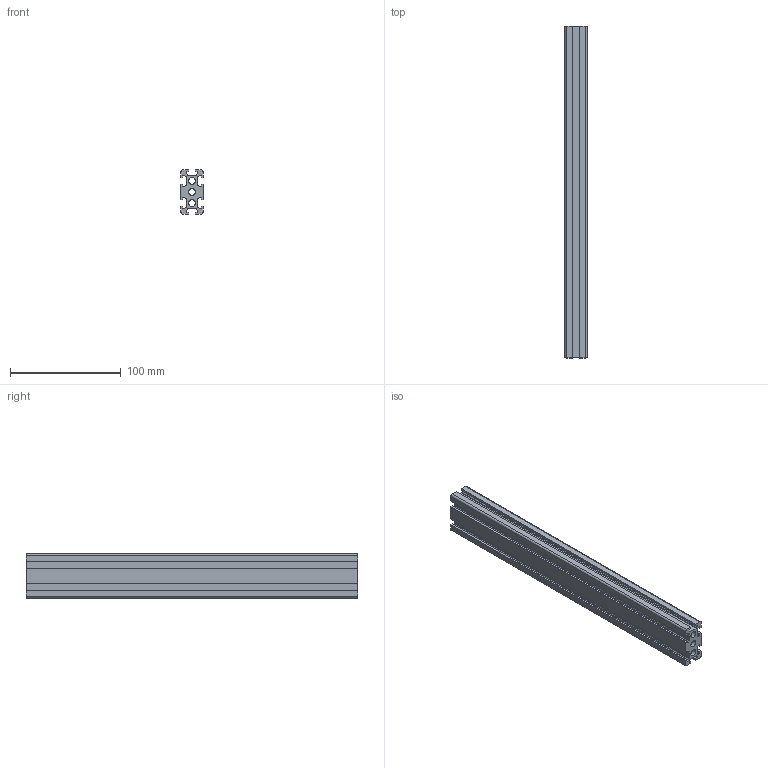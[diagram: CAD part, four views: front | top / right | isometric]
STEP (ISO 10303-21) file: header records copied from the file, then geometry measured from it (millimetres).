
FILE_DESCRIPTION (( 'STEP AP214' ), '1' );
FILE_NAME ('1728138473161.step', '2024-10-05T14:28:16', ( 'Windows User' ), ( '' ), 'SwSTEP 2.0', 'SolidWorks 2011', '' );
FILE_SCHEMA (( 'AUTOMOTIVE_DESIGN' ));
Length unit declared in the file: millimetre
Products named in the file (2): 1728138473161; 1.10.020040.64SPx300.00(1)
Assembly tree (1 placements, depth 2):
  1728138473161
    1.10.020040.64SPx300.00(1)
Bounding box: 20 x 300 x 40 mm (x, y, z)
Volume: 137784.6 mm3; surface area: 84171.9 mm2
Topology: 1 solids, 1 shells, 124 faces, 360 edges, 240 vertices
Faces by surface type: plane 76, cylinder 48
Entity records: 4178 total; most frequent: CARTESIAN_POINT 728, ORIENTED_EDGE 720, DIRECTION 712, EDGE_CURVE 360, LINE 264, VECTOR 264, VERTEX_POINT 240, AXIS2_PLACEMENT_3D 224
